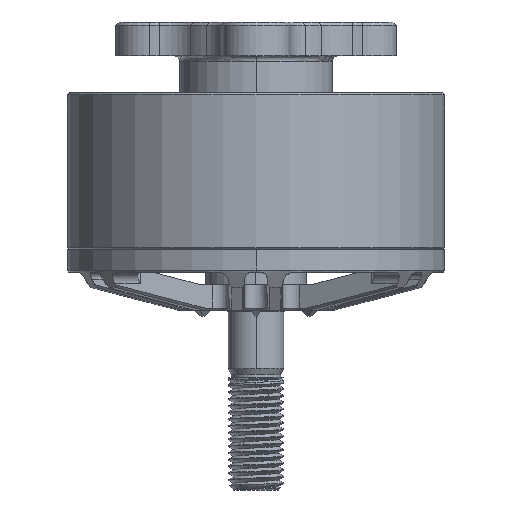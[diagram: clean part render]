
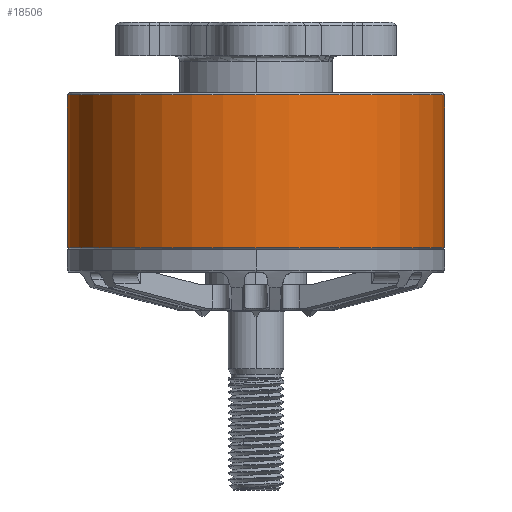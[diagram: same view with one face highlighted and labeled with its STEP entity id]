
A CAD part, left-side view. The second image highlights one B-rep face of the part: STEP entity #18506.
In plain terms, the highlighted cylindrical face has radius 16.8 mm (diameter 33.6 mm), a partial arc.
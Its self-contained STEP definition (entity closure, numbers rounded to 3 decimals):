
#7665=CARTESIAN_POINT('',(12.5,12.5,-20.1));
#7666=DIRECTION('',(0.,0.,1.));
#7667=DIRECTION('',(0.,1.,0.));
#7668=AXIS2_PLACEMENT_3D('',#7665,#7666,#7667);
#7674=DIRECTION('',(0.,0.,1.));
#7675=VECTOR('',#7674,13.6);
#7676=CARTESIAN_POINT('',(12.5,29.3,-20.1));
#7677=LINE('',#7676,#7675);
#7678=DIRECTION('',(0.,0.,-1.));
#7679=VECTOR('',#7678,13.6);
#7680=CARTESIAN_POINT('',(12.5,-4.3,
-6.5));
#7681=LINE('',#7680,#7679);
#7715=CARTESIAN_POINT('',(12.5,12.5,-6.5));
#7716=DIRECTION('',(0.,0.,-1.));
#7717=DIRECTION('',(0.,-1.,0.));
#7718=AXIS2_PLACEMENT_3D('',#7715,#7716,#7717);
#8032=CARTESIAN_POINT('',(12.5,-4.3,
-20.1));
#8033=CARTESIAN_POINT('',(12.5,29.3,-20.1));
#8034=VERTEX_POINT('',#8032);
#8035=VERTEX_POINT('',#8033);
#8036=CARTESIAN_POINT('',(12.5,-4.3,
-6.5));
#8037=VERTEX_POINT('',#8036);
#8038=CARTESIAN_POINT('',(12.5,29.3,-6.5));
#8039=VERTEX_POINT('',#8038);
#18492=CARTESIAN_POINT('',(12.5,12.5,
-6.228));
#18493=DIRECTION('',(0.,0.,-1.));
#18494=DIRECTION('',(0.,-1.,0.));
#18495=AXIS2_PLACEMENT_3D('',#18492,#18493,#18494);
#18496=CYLINDRICAL_SURFACE('',#18495,16.8);
#18497=ORIENTED_EDGE('',*,*,#18486,.F.);
#18499=ORIENTED_EDGE('',*,*,#18498,.T.);
#18501=ORIENTED_EDGE('',*,*,#18500,.F.);
#18503=ORIENTED_EDGE('',*,*,#18502,.T.);
#18504=EDGE_LOOP('',(#18497,#18499,#18501,#18503));
#18505=FACE_OUTER_BOUND('',#18504,.F.);
#18506=ADVANCED_FACE('',(#18505),#18496,.T.);
#7669=CIRCLE('',#7668,16.8);
#7719=CIRCLE('',#7718,16.8);
#18486=EDGE_CURVE('',#8035,#8034,#7669,.T.);
#18498=EDGE_CURVE('',#8035,#8039,#7677,.T.);
#18500=EDGE_CURVE('',#8037,#8039,#7719,.T.);
#18502=EDGE_CURVE('',#8037,#8034,#7681,.T.);
